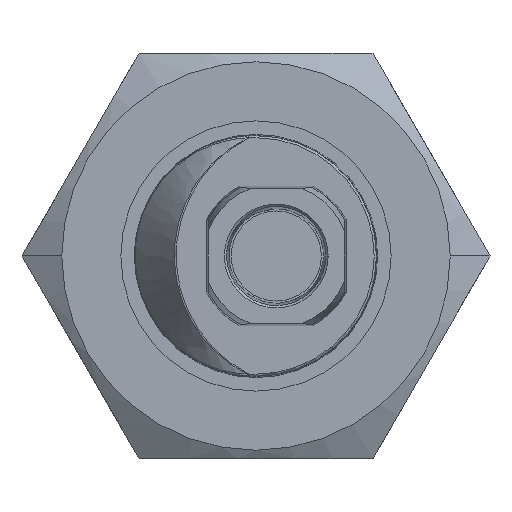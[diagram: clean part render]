
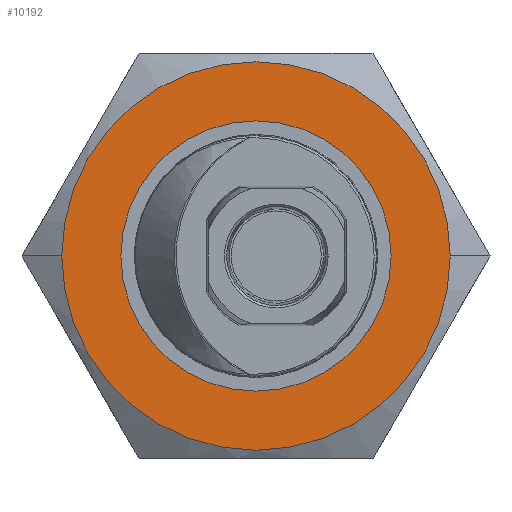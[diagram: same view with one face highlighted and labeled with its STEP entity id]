
A CAD part, front view. The second image highlights one B-rep face of the part: STEP entity #10192.
In plain terms, the highlighted planar face has unit normal (0, -1, 0).
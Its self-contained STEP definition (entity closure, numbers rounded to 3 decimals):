
#287=CARTESIAN_POINT('',(-13.329,43.65,-11.108));
#288=DIRECTION('',(0.,1.,0.));
#289=DIRECTION('',(-1.,0.,0.));
#290=AXIS2_PLACEMENT_3D('',#287,#288,#289);
#292=CARTESIAN_POINT('',(-13.329,43.65,-11.108));
#293=DIRECTION('',(0.,1.,0.));
#294=DIRECTION('',(1.,0.,0.));
#295=AXIS2_PLACEMENT_3D('',#292,#293,#294);
#320=CARTESIAN_POINT('',(-13.329,43.65,-11.108));
#321=DIRECTION('',(0.,1.,0.));
#322=DIRECTION('',(-1.,0.,0.));
#323=AXIS2_PLACEMENT_3D('',#320,#321,#322);
#1343=CARTESIAN_POINT('',(-13.329,43.65,-11.108));
#1344=DIRECTION('',(0.,1.,0.));
#1345=DIRECTION('',(1.,0.,0.));
#1346=AXIS2_PLACEMENT_3D('',#1343,#1344,#1345);
#9185=CARTESIAN_POINT('',(-21.954,43.65,-11.108));
#9186=VERTEX_POINT('',#9185);
#9187=CARTESIAN_POINT('',(-4.704,43.65,-11.108));
#9188=VERTEX_POINT('',#9187);
#9193=CARTESIAN_POINT('',(-19.329,43.65,-11.108));
#9194=CARTESIAN_POINT('',(-7.329,43.65,-11.108));
#9195=VERTEX_POINT('',#9193);
#9196=VERTEX_POINT('',#9194);
#10177=CARTESIAN_POINT('',(-8.133,43.65,-2.108));
#10178=DIRECTION('',(0.,1.,0.));
#10179=DIRECTION('',(1.,0.,0.));
#10180=AXIS2_PLACEMENT_3D('',#10177,#10178,#10179);
#10181=PLANE('',#10180);
#10182=ORIENTED_EDGE('',*,*,#10157,.T.);
#10183=ORIENTED_EDGE('',*,*,#10167,.T.);
#10184=EDGE_LOOP('',(#10182,#10183));
#10185=FACE_OUTER_BOUND('',#10184,.F.);
#10187=ORIENTED_EDGE('',*,*,#10186,.F.);
#10189=ORIENTED_EDGE('',*,*,#10188,.F.);
#10190=EDGE_LOOP('',(#10187,#10189));
#10191=FACE_BOUND('',#10190,.F.);
#10192=ADVANCED_FACE('',(#10185,#10191),#10181,.F.);
#291=CIRCLE('',#290,8.625);
#296=CIRCLE('',#295,8.625);
#324=CIRCLE('',#323,6.);
#1347=CIRCLE('',#1346,6.);
#10157=EDGE_CURVE('',#9186,#9188,#291,.T.);
#10167=EDGE_CURVE('',#9188,#9186,#296,.T.);
#10186=EDGE_CURVE('',#9195,#9196,#324,.T.);
#10188=EDGE_CURVE('',#9196,#9195,#1347,.T.);
